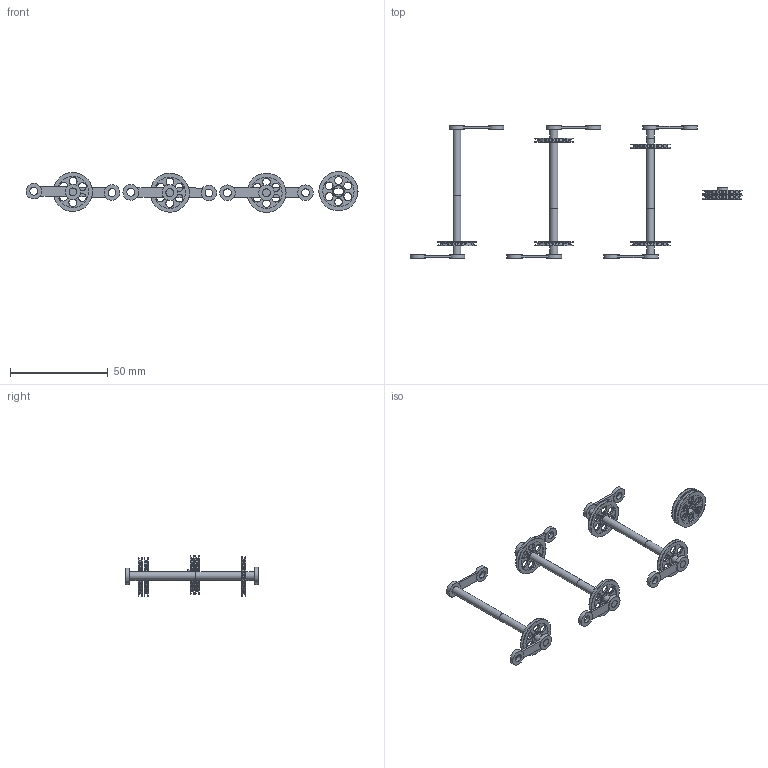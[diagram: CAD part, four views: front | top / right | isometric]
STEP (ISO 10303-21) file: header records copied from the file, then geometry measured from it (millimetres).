
FILE_DESCRIPTION(/* description */ ('STEP AP242','CAx-IF Rec.Pracs.---Representation and Presentation of Product Manufacturing Information (PMI)---4.0---2014-10-13','CAx-IF Rec.Pracs.---3D Tessellated Geometry---0.4---2014-09-14','2;1'),/* implementation_level */ '2;1');
FILE_NAME(/* name */ '68e83f9acb54a74bd1bca8d1',/* time_stamp */ '2025-10-09T23:04:58Z',/* author */ (''),/* organization */ (''),/* preprocessor_version */ 'ST-DEVELOPER v20',/* originating_system */ 'ONSHAPE BY PTC INC, 1.204',/* authorisation */ ' ');
FILE_SCHEMA (('AP242_MANAGED_MODEL_BASED_3D_ENGINEERING_MIM_LF { 1 0 10303 442 1 1 4 }'));
Length unit declared in the file: metre
Products named in the file (11): pulleys; CrankD; Part 1; Part 3; CrankD1p; Part 2; Pulley
Assembly tree (12 placements, depth 2):
  pulleys
    CrankD
    Part 1  x2
    Part 3
    CrankD1p
    CrankD1p
    CrankD  x2
    Part 2
    Pulley
    CrankD
    CrankD
Bounding box: 169.81 x 68 x 20.77 mm (x, y, z)
Volume: 5662.6 mm3; surface area: 11101.2 mm2
Topology: 12 solids, 12 shells, 258 faces, 514 edges, 336 vertices
Faces by surface type: cylinder 132, plane 112, cone 14
Full cylindrical faces by diameter (mm): 4 x66, 5.5 x3, 6 x14, 8 x12, 16 x14, 17 x7, 20 x14
Entity records: 5423 total; most frequent: DIRECTION 998, CARTESIAN_POINT 791, ORIENTED_EDGE 584, EDGE_LOOP 476, FACE_BOUND 476, AXIS2_PLACEMENT_3D 475, EDGE_CURVE 292, VERTEX_POINT 268
